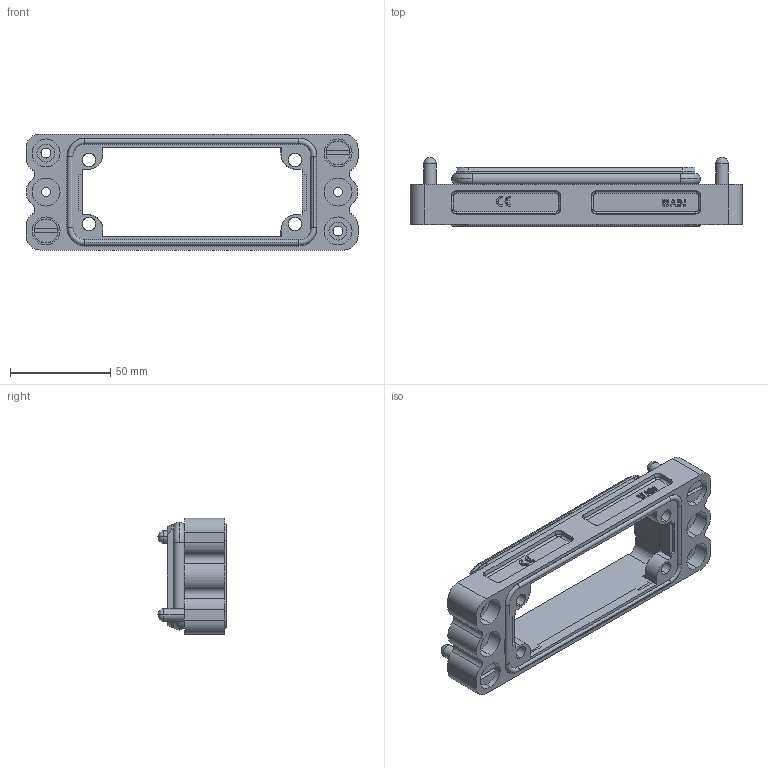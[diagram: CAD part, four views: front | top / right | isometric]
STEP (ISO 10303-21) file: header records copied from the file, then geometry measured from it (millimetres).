
FILE_DESCRIPTION(/* description */ (''),/* implementation_level */ '2;1');
FILE_NAME(/* name */ '3D_1130163301002_HP16B_HE-BK-4H_V1.1.stp',/* time_stamp */ '2023-12-19T14:03:06+08:00',/* author */ (''),/* organization */ (''),/* preprocessor_version */ 'ST-DEVELOPER v18.1',/* originating_system */ 'SIEMENS PLM Software NX 1980',/* authorisation */ '');
FILE_SCHEMA (('AP203_CONFIGURATION_CONTROLLED_3D_DESIGN_OF_MECHANICAL_PARTS_AND_ASSEMBLIES_MIM_LF { 1 0 10303 403 2 1 2}'));
Length unit declared in the file: millimetre
Products named in the file (1): temp1
Bounding box: 166 x 34.5 x 58 mm (x, y, z)
Volume: 86435.8 mm3; surface area: 38235.6 mm2
Topology: 3 solids, 5 shells, 445 faces, 1184 edges, 780 vertices
Faces by surface type: plane 250, cylinder 127, cone 32, torus 32, sphere 4
Entity records: 14213 total; most frequent: CARTESIAN_POINT 2836, ORIENTED_EDGE 2360, DIRECTION 2354, EDGE_CURVE 1180, AXIS2_PLACEMENT_3D 830, VERTEX_POINT 780, LINE 694, VECTOR 694
